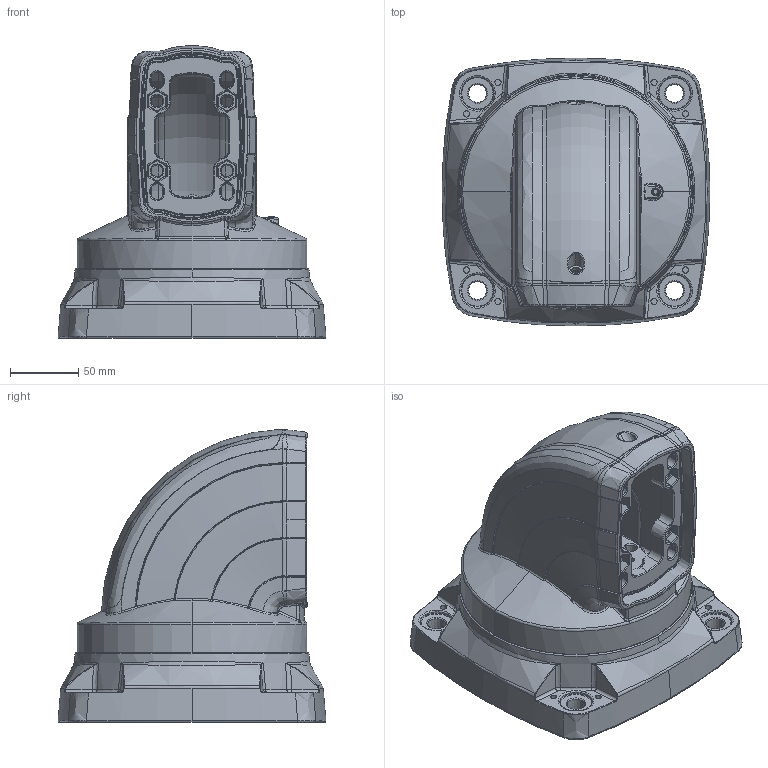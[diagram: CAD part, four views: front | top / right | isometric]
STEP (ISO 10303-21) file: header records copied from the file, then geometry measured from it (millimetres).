
FILE_DESCRIPTION (( 'STEP AP203' ), '1' );
FILE_NAME ('600.STEP', '2016-05-06T11:38:30', ( '' ), ( '' ), 'SwSTEP 2.0', 'SolidWorks 2013', '' );
FILE_SCHEMA (( 'CONFIG_CONTROL_DESIGN' ));
Length unit declared in the file: millimetre
Products named in the file (1): 600
Bounding box: 195.72 x 195.72 x 213.96 mm (x, y, z)
Volume: 1930867 mm3; surface area: 312266.5 mm2
Topology: 4 solids, 20 shells, 2043 faces, 4954 edges, 2912 vertices
Faces by surface type: bspline 855, cone 421, torus 297, cylinder 233, plane 203, sphere 34
Entity records: 102776 total; most frequent: CARTESIAN_POINT 61741, ORIENTED_EDGE 9714, DIRECTION 7106, EDGE_CURVE 4857, AXIS2_PLACEMENT_3D 3132, VERTEX_POINT 2912, EDGE_LOOP 2159, FACE_OUTER_BOUND 2043
